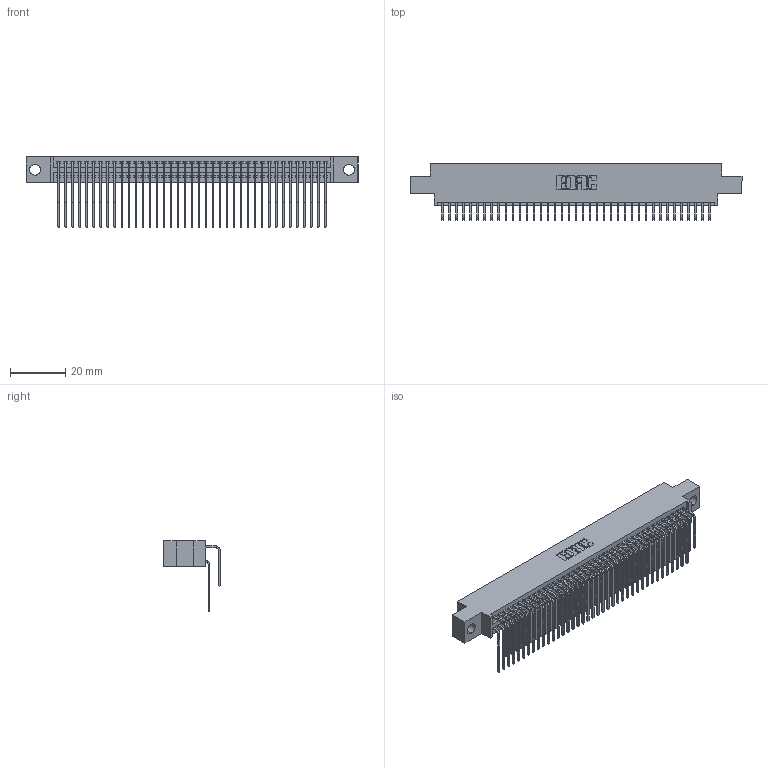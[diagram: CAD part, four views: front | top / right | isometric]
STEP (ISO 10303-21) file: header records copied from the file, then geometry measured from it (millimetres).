
FILE_DESCRIPTION (( 'STEP AP203' ), '1' );
FILE_NAME ('395-078-559-804.STEP', '2018-11-28T02:17:44', ( '' ), ( '' ), 'SwSTEP 2.0', 'SolidWorks 2016', '' );
FILE_SCHEMA (( 'CONFIG_CONTROL_DESIGN' ));
Length unit declared in the file: inch
Products named in the file (4): 345 Part_0.170 Offset - 0.156 Dia-TH; 345-292-001_559 Tail - 2; 345-292-001_558 559 Tail - 1; 395-078-559-804
Assembly tree (79 placements, depth 2):
  395-078-559-804
    345 Part_0.170 Offset - 0.156 Dia-TH
    345-292-001_558 559 Tail - 1  x39
    345-292-001_559 Tail - 2  x39
Bounding box: 120.27 x 20.56 x 25.53 mm (x, y, z)
Volume: 11903.9 mm3; surface area: 19612.4 mm2
Topology: 79 solids, 79 shells, 4186 faces, 12443 edges, 8190 vertices
Faces by surface type: plane 2814, cylinder 1372
Entity records: 32791 total; most frequent: CARTESIAN_POINT 5547, ORIENTED_EDGE 5430, DIRECTION 4867, EDGE_CURVE 2715, VECTOR 2387, LINE 2387, VERTEX_POINT 1806, AXIS2_PLACEMENT_3D 1240
